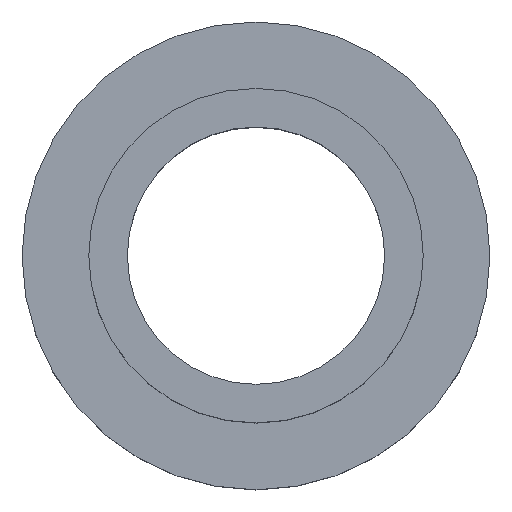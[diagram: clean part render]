
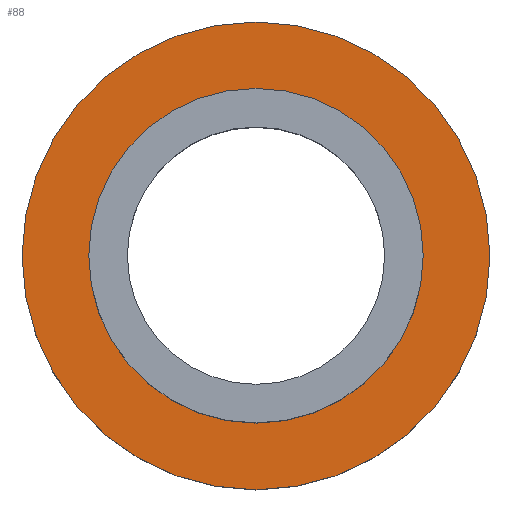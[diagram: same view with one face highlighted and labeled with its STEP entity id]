
A CAD part, top view. The second image highlights one B-rep face of the part: STEP entity #88.
In plain terms, the highlighted planar face has unit normal (0, 0, 1).
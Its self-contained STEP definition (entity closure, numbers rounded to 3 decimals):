
#16=FACE_BOUND('',#33,.T.);
#19=PLANE('',#114);
#25=FACE_OUTER_BOUND('',#32,.T.);
#32=EDGE_LOOP('',(#77));
#33=EDGE_LOOP('',(#78));
#45=CIRCLE('',#109,3.575);
#46=CIRCLE('',#112,5.);
#51=VERTEX_POINT('',#155);
#52=VERTEX_POINT('',#160);
#59=EDGE_CURVE('',#51,#51,#45,.T.);
#60=EDGE_CURVE('',#52,#52,#46,.T.);
#77=ORIENTED_EDGE('',*,*,#60,.T.);
#78=ORIENTED_EDGE('',*,*,#59,.T.);
#88=ADVANCED_FACE('',(#25,#16),#19,.T.);
#109=AXIS2_PLACEMENT_3D('',#157,#130,#131);
#112=AXIS2_PLACEMENT_3D('',#161,#136,#137);
#114=AXIS2_PLACEMENT_3D('',#165,#141,#142);
#130=DIRECTION('center_axis',(0.,0.,-1.));
#131=DIRECTION('ref_axis',(1.,0.,0.));
#136=DIRECTION('center_axis',(0.,0.,1.));
#137=DIRECTION('ref_axis',(1.,0.,0.));
#141=DIRECTION('center_axis',(0.,0.,1.));
#142=DIRECTION('ref_axis',(1.,0.,0.));
#155=CARTESIAN_POINT('',(-3.575,0.,2.));
#157=CARTESIAN_POINT('Origin',(0.,0.,2.));
#160=CARTESIAN_POINT('',(-5.,0.,2.));
#161=CARTESIAN_POINT('Origin',(0.,0.,2.));
#165=CARTESIAN_POINT('Origin',(0.,0.,2.));
